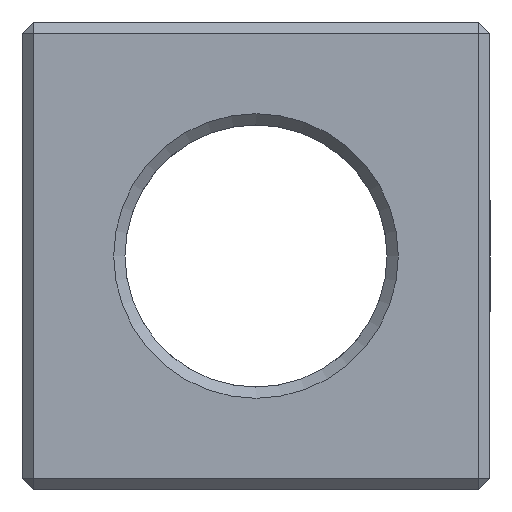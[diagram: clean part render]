
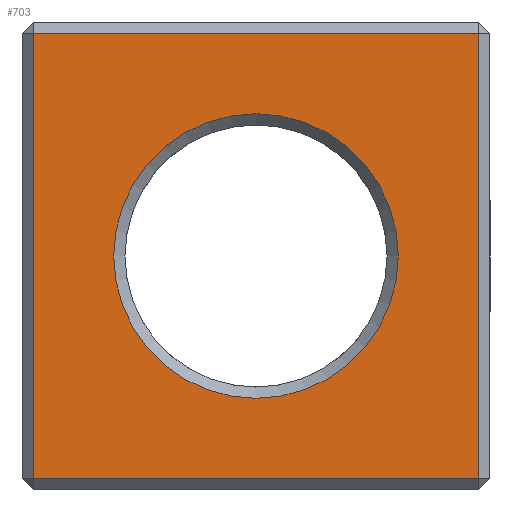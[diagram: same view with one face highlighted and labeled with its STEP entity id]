
A CAD part, left-side view. The second image highlights one B-rep face of the part: STEP entity #703.
In plain terms, the highlighted planar face has unit normal (-1, 0, 0).
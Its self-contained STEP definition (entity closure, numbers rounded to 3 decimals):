
#44 = PLANE('',#45);
#45 = AXIS2_PLACEMENT_3D('',#46,#47,#48);
#46 = CARTESIAN_POINT('',(0.15,0.15,0.));
#47 = DIRECTION('',(-0.707,-0.707,0.));
#48 = DIRECTION('',(0.,0.,1.));
#213 = VERTEX_POINT('',#214);
#214 = CARTESIAN_POINT('',(0.,0.3,12.2));
#240 = EDGE_CURVE('',#241,#213,#243,.T.);
#241 = VERTEX_POINT('',#242);
#242 = CARTESIAN_POINT('',(0.,0.3,0.3));
#243 = SURFACE_CURVE('',#244,(#248,#255),.PCURVE_S1.);
#244 = LINE('',#245,#246);
#245 = CARTESIAN_POINT('',(0.,0.3,0.));
#246 = VECTOR('',#247,1.);
#247 = DIRECTION('',(0.,0.,1.));
#248 = PCURVE('',#44,#249);
#249 = DEFINITIONAL_REPRESENTATION('',(#250),#254);
#250 = LINE('',#251,#252);
#251 = CARTESIAN_POINT('',(0.,0.212));
#252 = VECTOR('',#253,1.);
#253 = DIRECTION('',(1.,0.));
#254 = ( GEOMETRIC_REPRESENTATION_CONTEXT(2) 
PARAMETRIC_REPRESENTATION_CONTEXT() REPRESENTATION_CONTEXT('2D SPACE',''
  ) );
#255 = PCURVE('',#256,#261);
#256 = PLANE('',#257);
#257 = AXIS2_PLACEMENT_3D('',#258,#259,#260);
#258 = CARTESIAN_POINT('',(0.,12.5,0.));
#259 = DIRECTION('',(1.,0.,0.));
#260 = DIRECTION('',(0.,-1.,0.));
#261 = DEFINITIONAL_REPRESENTATION('',(#262),#266);
#262 = LINE('',#263,#264);
#263 = CARTESIAN_POINT('',(12.2,0.));
#264 = VECTOR('',#265,1.);
#265 = DIRECTION('',(0.,-1.));
#266 = ( GEOMETRIC_REPRESENTATION_CONTEXT(2) 
PARAMETRIC_REPRESENTATION_CONTEXT() REPRESENTATION_CONTEXT('2D SPACE',''
  ) );
#660 = PLANE('',#661);
#661 = AXIS2_PLACEMENT_3D('',#662,#663,#664);
#662 = CARTESIAN_POINT('',(0.15,12.5,0.15));
#663 = DIRECTION('',(-0.707,0.,-0.707));
#664 = DIRECTION('',(0.,1.,0.));
#691 = PLANE('',#692);
#692 = AXIS2_PLACEMENT_3D('',#693,#694,#695);
#693 = CARTESIAN_POINT('',(0.15,12.5,12.35));
#694 = DIRECTION('',(0.707,0.,-0.707));
#695 = DIRECTION('',(0.,1.,0.));
#703 = ADVANCED_FACE('',(#704,#779),#256,.F.);
#704 = FACE_BOUND('',#705,.F.);
#705 = EDGE_LOOP('',(#706,#707,#730,#758));
#706 = ORIENTED_EDGE('',*,*,#240,.F.);
#707 = ORIENTED_EDGE('',*,*,#708,.F.);
#708 = EDGE_CURVE('',#709,#241,#711,.T.);
#709 = VERTEX_POINT('',#710);
#710 = CARTESIAN_POINT('',(0.,12.2,0.3));
#711 = SURFACE_CURVE('',#712,(#716,#723),.PCURVE_S1.);
#712 = LINE('',#713,#714);
#713 = CARTESIAN_POINT('',(0.,12.5,0.3));
#714 = VECTOR('',#715,1.);
#715 = DIRECTION('',(0.,-1.,0.));
#716 = PCURVE('',#256,#717);
#717 = DEFINITIONAL_REPRESENTATION('',(#718),#722);
#718 = LINE('',#719,#720);
#719 = CARTESIAN_POINT('',(0.,-0.3));
#720 = VECTOR('',#721,1.);
#721 = DIRECTION('',(1.,0.));
#722 = ( GEOMETRIC_REPRESENTATION_CONTEXT(2) 
PARAMETRIC_REPRESENTATION_CONTEXT() REPRESENTATION_CONTEXT('2D SPACE',''
  ) );
#723 = PCURVE('',#660,#724);
#724 = DEFINITIONAL_REPRESENTATION('',(#725),#729);
#725 = LINE('',#726,#727);
#726 = CARTESIAN_POINT('',(0.,-0.212));
#727 = VECTOR('',#728,1.);
#728 = DIRECTION('',(-1.,0.));
#729 = ( GEOMETRIC_REPRESENTATION_CONTEXT(2) 
PARAMETRIC_REPRESENTATION_CONTEXT() REPRESENTATION_CONTEXT('2D SPACE',''
  ) );
#730 = ORIENTED_EDGE('',*,*,#731,.T.);
#731 = EDGE_CURVE('',#709,#732,#734,.T.);
#732 = VERTEX_POINT('',#733);
#733 = CARTESIAN_POINT('',(0.,12.2,12.2));
#734 = SURFACE_CURVE('',#735,(#739,#746),.PCURVE_S1.);
#735 = LINE('',#736,#737);
#736 = CARTESIAN_POINT('',(0.,12.2,0.));
#737 = VECTOR('',#738,1.);
#738 = DIRECTION('',(0.,0.,1.));
#739 = PCURVE('',#256,#740);
#740 = DEFINITIONAL_REPRESENTATION('',(#741),#745);
#741 = LINE('',#742,#743);
#742 = CARTESIAN_POINT('',(0.3,0.));
#743 = VECTOR('',#744,1.);
#744 = DIRECTION('',(0.,-1.));
#745 = ( GEOMETRIC_REPRESENTATION_CONTEXT(2) 
PARAMETRIC_REPRESENTATION_CONTEXT() REPRESENTATION_CONTEXT('2D SPACE',''
  ) );
#746 = PCURVE('',#747,#752);
#747 = PLANE('',#748);
#748 = AXIS2_PLACEMENT_3D('',#749,#750,#751);
#749 = CARTESIAN_POINT('',(0.15,12.35,0.));
#750 = DIRECTION('',(-0.707,0.707,0.));
#751 = DIRECTION('',(0.,0.,1.));
#752 = DEFINITIONAL_REPRESENTATION('',(#753),#757);
#753 = LINE('',#754,#755);
#754 = CARTESIAN_POINT('',(0.,-0.212));
#755 = VECTOR('',#756,1.);
#756 = DIRECTION('',(1.,0.));
#757 = ( GEOMETRIC_REPRESENTATION_CONTEXT(2) 
PARAMETRIC_REPRESENTATION_CONTEXT() REPRESENTATION_CONTEXT('2D SPACE',''
  ) );
#758 = ORIENTED_EDGE('',*,*,#759,.T.);
#759 = EDGE_CURVE('',#732,#213,#760,.T.);
#760 = SURFACE_CURVE('',#761,(#765,#772),.PCURVE_S1.);
#761 = LINE('',#762,#763);
#762 = CARTESIAN_POINT('',(0.,12.5,12.2));
#763 = VECTOR('',#764,1.);
#764 = DIRECTION('',(0.,-1.,0.));
#765 = PCURVE('',#256,#766);
#766 = DEFINITIONAL_REPRESENTATION('',(#767),#771);
#767 = LINE('',#768,#769);
#768 = CARTESIAN_POINT('',(0.,-12.2));
#769 = VECTOR('',#770,1.);
#770 = DIRECTION('',(1.,0.));
#771 = ( GEOMETRIC_REPRESENTATION_CONTEXT(2) 
PARAMETRIC_REPRESENTATION_CONTEXT() REPRESENTATION_CONTEXT('2D SPACE',''
  ) );
#772 = PCURVE('',#691,#773);
#773 = DEFINITIONAL_REPRESENTATION('',(#774),#778);
#774 = LINE('',#775,#776);
#775 = CARTESIAN_POINT('',(0.,-0.212));
#776 = VECTOR('',#777,1.);
#777 = DIRECTION('',(-1.,0.));
#778 = ( GEOMETRIC_REPRESENTATION_CONTEXT(2) 
PARAMETRIC_REPRESENTATION_CONTEXT() REPRESENTATION_CONTEXT('2D SPACE',''
  ) );
#779 = FACE_BOUND('',#780,.F.);
#780 = EDGE_LOOP('',(#781));
#781 = ORIENTED_EDGE('',*,*,#782,.T.);
#782 = EDGE_CURVE('',#783,#783,#785,.T.);
#783 = VERTEX_POINT('',#784);
#784 = CARTESIAN_POINT('',(0.,2.45,6.25));
#785 = SURFACE_CURVE('',#786,(#791,#802),.PCURVE_S1.);
#786 = CIRCLE('',#787,3.8);
#787 = AXIS2_PLACEMENT_3D('',#788,#789,#790);
#788 = CARTESIAN_POINT('',(0.,6.25,6.25));
#789 = DIRECTION('',(-1.,0.,0.));
#790 = DIRECTION('',(0.,-1.,0.));
#791 = PCURVE('',#256,#792);
#792 = DEFINITIONAL_REPRESENTATION('',(#793),#801);
#793 = ( BOUNDED_CURVE() B_SPLINE_CURVE(2,(#794,#795,#796,#797,#798,#799
,#800),.UNSPECIFIED.,.T.,.F.) B_SPLINE_CURVE_WITH_KNOTS((1,2,2,2,2,1),(
    -2.094,0.,2.094,4.189,6.283,
8.378),.UNSPECIFIED.) CURVE() GEOMETRIC_REPRESENTATION_ITEM() 
RATIONAL_B_SPLINE_CURVE((1.,0.5,1.,0.5,1.,0.5,1.)) REPRESENTATION_ITEM(
  '') );
#794 = CARTESIAN_POINT('',(10.05,-6.25));
#795 = CARTESIAN_POINT('',(10.05,-12.832));
#796 = CARTESIAN_POINT('',(4.35,-9.541));
#797 = CARTESIAN_POINT('',(-1.35,-6.25));
#798 = CARTESIAN_POINT('',(4.35,-2.959));
#799 = CARTESIAN_POINT('',(10.05,0.332));
#800 = CARTESIAN_POINT('',(10.05,-6.25));
#801 = ( GEOMETRIC_REPRESENTATION_CONTEXT(2) 
PARAMETRIC_REPRESENTATION_CONTEXT() REPRESENTATION_CONTEXT('2D SPACE',''
  ) );
#802 = PCURVE('',#803,#808);
#803 = CONICAL_SURFACE('',#804,3.5,0.785);
#804 = AXIS2_PLACEMENT_3D('',#805,#806,#807);
#805 = CARTESIAN_POINT('',(0.3,6.25,6.25));
#806 = DIRECTION('',(-1.,-0.,-0.));
#807 = DIRECTION('',(0.,-1.,0.));
#808 = DEFINITIONAL_REPRESENTATION('',(#809),#813);
#809 = LINE('',#810,#811);
#810 = CARTESIAN_POINT('',(0.,0.3));
#811 = VECTOR('',#812,1.);
#812 = DIRECTION('',(1.,-0.));
#813 = ( GEOMETRIC_REPRESENTATION_CONTEXT(2) 
PARAMETRIC_REPRESENTATION_CONTEXT() REPRESENTATION_CONTEXT('2D SPACE',''
  ) );
